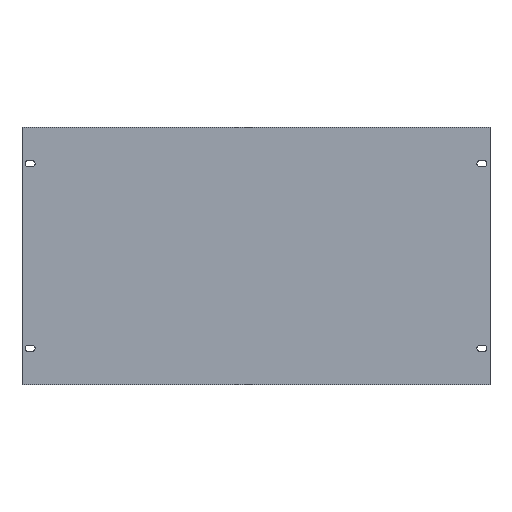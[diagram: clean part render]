
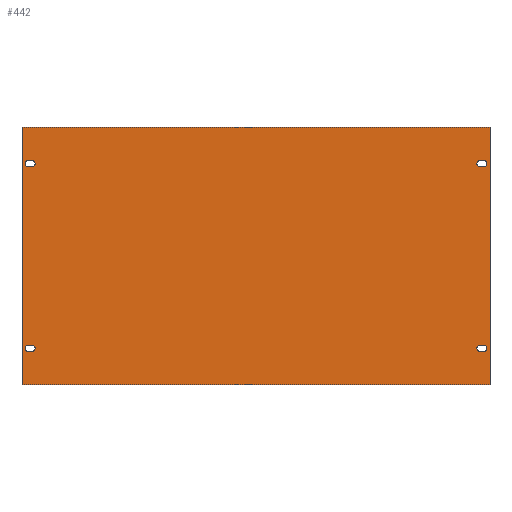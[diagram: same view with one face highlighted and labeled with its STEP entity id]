
A CAD part, top view. The second image highlights one B-rep face of the part: STEP entity #442.
In plain terms, the highlighted planar face has unit normal (0, 0, 1).
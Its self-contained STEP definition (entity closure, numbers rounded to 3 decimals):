
#19=FACE_BOUND('',#85,.T.);
#20=FACE_BOUND('',#86,.T.);
#21=FACE_BOUND('',#87,.T.);
#22=FACE_BOUND('',#88,.T.);
#36=PLANE('',#500);
#58=FACE_OUTER_BOUND('',#84,.T.);
#84=EDGE_LOOP('',(#393,#394,#395,#396));
#85=EDGE_LOOP('',(#397,#398,#399,#400));
#86=EDGE_LOOP('',(#401,#402,#403,#404));
#87=EDGE_LOOP('',(#405,#406,#407,#408));
#88=EDGE_LOOP('',(#409,#410,#411,#412));
#92=LINE('',#637,#136);
#96=LINE('',#647,#140);
#101=LINE('',#662,#145);
#104=LINE('',#671,#148);
#109=LINE('',#686,#153);
#112=LINE('',#695,#156);
#116=LINE('',#709,#160);
#120=LINE('',#719,#164);
#126=LINE('',#733,#170);
#128=LINE('',#737,#172);
#130=LINE('',#741,#174);
#132=LINE('',#744,#176);
#136=VECTOR('',#514,10.);
#140=VECTOR('',#526,10.);
#145=VECTOR('',#539,10.);
#148=VECTOR('',#550,10.);
#153=VECTOR('',#563,10.);
#156=VECTOR('',#574,10.);
#160=VECTOR('',#586,10.);
#164=VECTOR('',#598,10.);
#170=VECTOR('',#608,10.);
#172=VECTOR('',#612,10.);
#174=VECTOR('',#616,10.);
#176=VECTOR('',#620,10.);
#178=CIRCLE('',#465,3.4);
#180=CIRCLE('',#469,3.4);
#182=CIRCLE('',#473,3.4);
#184=CIRCLE('',#477,3.4);
#186=CIRCLE('',#481,3.4);
#188=CIRCLE('',#485,3.4);
#190=CIRCLE('',#489,3.4);
#192=CIRCLE('',#493,3.4);
#195=VERTEX_POINT('',#628);
#196=VERTEX_POINT('',#630);
#198=VERTEX_POINT('',#636);
#200=VERTEX_POINT('',#642);
#203=VERTEX_POINT('',#652);
#204=VERTEX_POINT('',#654);
#206=VERTEX_POINT('',#660);
#208=VERTEX_POINT('',#666);
#211=VERTEX_POINT('',#676);
#212=VERTEX_POINT('',#678);
#214=VERTEX_POINT('',#684);
#216=VERTEX_POINT('',#690);
#219=VERTEX_POINT('',#700);
#220=VERTEX_POINT('',#702);
#222=VERTEX_POINT('',#708);
#224=VERTEX_POINT('',#714);
#229=VERTEX_POINT('',#730);
#230=VERTEX_POINT('',#732);
#231=VERTEX_POINT('',#736);
#232=VERTEX_POINT('',#740);
#235=EDGE_CURVE('',#196,#195,#178,.T.);
#238=EDGE_CURVE('',#198,#196,#92,.T.);
#241=EDGE_CURVE('',#200,#198,#180,.T.);
#244=EDGE_CURVE('',#195,#200,#96,.T.);
#247=EDGE_CURVE('',#204,#203,#182,.T.);
#251=EDGE_CURVE('',#203,#206,#101,.T.);
#254=EDGE_CURVE('',#206,#208,#184,.T.);
#256=EDGE_CURVE('',#208,#204,#104,.T.);
#259=EDGE_CURVE('',#212,#211,#186,.T.);
#263=EDGE_CURVE('',#211,#214,#109,.T.);
#266=EDGE_CURVE('',#214,#216,#188,.T.);
#268=EDGE_CURVE('',#216,#212,#112,.T.);
#271=EDGE_CURVE('',#220,#219,#190,.T.);
#274=EDGE_CURVE('',#222,#220,#116,.T.);
#277=EDGE_CURVE('',#224,#222,#192,.T.);
#280=EDGE_CURVE('',#219,#224,#120,.T.);
#286=EDGE_CURVE('',#230,#229,#126,.T.);
#288=EDGE_CURVE('',#231,#230,#128,.T.);
#290=EDGE_CURVE('',#232,#231,#130,.T.);
#292=EDGE_CURVE('',#229,#232,#132,.T.);
#393=ORIENTED_EDGE('',*,*,#292,.T.);
#394=ORIENTED_EDGE('',*,*,#290,.T.);
#395=ORIENTED_EDGE('',*,*,#288,.T.);
#396=ORIENTED_EDGE('',*,*,#286,.T.);
#397=ORIENTED_EDGE('',*,*,#235,.T.);
#398=ORIENTED_EDGE('',*,*,#244,.T.);
#399=ORIENTED_EDGE('',*,*,#241,.T.);
#400=ORIENTED_EDGE('',*,*,#238,.T.);
#401=ORIENTED_EDGE('',*,*,#247,.T.);
#402=ORIENTED_EDGE('',*,*,#251,.T.);
#403=ORIENTED_EDGE('',*,*,#254,.T.);
#404=ORIENTED_EDGE('',*,*,#256,.T.);
#405=ORIENTED_EDGE('',*,*,#259,.T.);
#406=ORIENTED_EDGE('',*,*,#263,.T.);
#407=ORIENTED_EDGE('',*,*,#266,.T.);
#408=ORIENTED_EDGE('',*,*,#268,.T.);
#409=ORIENTED_EDGE('',*,*,#277,.T.);
#410=ORIENTED_EDGE('',*,*,#274,.T.);
#411=ORIENTED_EDGE('',*,*,#271,.T.);
#412=ORIENTED_EDGE('',*,*,#280,.T.);
#442=ADVANCED_FACE('',(#58,#19,#20,#21,#22),#36,.T.);
#465=AXIS2_PLACEMENT_3D('',#631,#508,#509);
#469=AXIS2_PLACEMENT_3D('',#643,#520,#521);
#473=AXIS2_PLACEMENT_3D('',#655,#532,#533);
#477=AXIS2_PLACEMENT_3D('',#668,#545,#546);
#481=AXIS2_PLACEMENT_3D('',#679,#556,#557);
#485=AXIS2_PLACEMENT_3D('',#692,#569,#570);
#489=AXIS2_PLACEMENT_3D('',#703,#580,#581);
#493=AXIS2_PLACEMENT_3D('',#715,#592,#593);
#500=AXIS2_PLACEMENT_3D('',#745,#621,#622);
#508=DIRECTION('center_axis',(0.,0.,-1.));
#509=DIRECTION('ref_axis',(0.,-1.,0.));
#514=DIRECTION('',(1.,0.,0.));
#520=DIRECTION('center_axis',(0.,0.,-1.));
#521=DIRECTION('ref_axis',(0.,1.,0.));
#526=DIRECTION('',(-1.,0.,0.));
#532=DIRECTION('center_axis',(0.,0.,-1.));
#533=DIRECTION('ref_axis',(0.,-1.,0.));
#539=DIRECTION('',(1.,0.,0.));
#545=DIRECTION('center_axis',(0.,0.,-1.));
#546=DIRECTION('ref_axis',(0.,1.,0.));
#550=DIRECTION('',(-1.,0.,0.));
#556=DIRECTION('center_axis',(0.,0.,-1.));
#557=DIRECTION('ref_axis',(0.,1.,0.));
#563=DIRECTION('',(-1.,0.,0.));
#569=DIRECTION('center_axis',(0.,0.,-1.));
#570=DIRECTION('ref_axis',(0.,-1.,0.));
#574=DIRECTION('',(1.,0.,0.));
#580=DIRECTION('center_axis',(0.,0.,-1.));
#581=DIRECTION('ref_axis',(0.,1.,0.));
#586=DIRECTION('',(-1.,0.,0.));
#592=DIRECTION('center_axis',(0.,0.,-1.));
#593=DIRECTION('ref_axis',(0.,-1.,0.));
#598=DIRECTION('',(1.,0.,0.));
#608=DIRECTION('',(0.,-1.,0.));
#612=DIRECTION('',(-1.,0.,0.));
#616=DIRECTION('',(0.,1.,0.));
#620=DIRECTION('',(1.,0.,0.));
#621=DIRECTION('center_axis',(0.,0.,1.));
#622=DIRECTION('ref_axis',(1.,0.,0.));
#628=CARTESIAN_POINT('',(234.7,91.85,1.5));
#630=CARTESIAN_POINT('',(234.7,98.65,1.5));
#631=CARTESIAN_POINT('Origin',(234.7,95.25,1.5));
#636=CARTESIAN_POINT('',(231.2,98.65,1.5));
#637=CARTESIAN_POINT('',(115.6,98.65,1.5));
#642=CARTESIAN_POINT('',(231.2,91.85,1.5));
#643=CARTESIAN_POINT('Origin',(231.2,95.25,1.5));
#647=CARTESIAN_POINT('',(117.35,91.85,1.5));
#652=CARTESIAN_POINT('',(-234.7,98.65,1.5));
#654=CARTESIAN_POINT('',(-234.7,91.85,1.5));
#655=CARTESIAN_POINT('Origin',(-234.7,95.25,1.5));
#660=CARTESIAN_POINT('',(-231.2,98.65,1.5));
#662=CARTESIAN_POINT('',(-115.6,98.65,1.5));
#666=CARTESIAN_POINT('',(-231.2,91.85,1.5));
#668=CARTESIAN_POINT('Origin',(-231.2,95.25,1.5));
#671=CARTESIAN_POINT('',(-117.35,91.85,1.5));
#676=CARTESIAN_POINT('',(234.7,-98.65,1.5));
#678=CARTESIAN_POINT('',(234.7,-91.85,1.5));
#679=CARTESIAN_POINT('Origin',(234.7,-95.25,1.5));
#684=CARTESIAN_POINT('',(231.2,-98.65,1.5));
#686=CARTESIAN_POINT('',(115.6,-98.65,1.5));
#690=CARTESIAN_POINT('',(231.2,-91.85,1.5));
#692=CARTESIAN_POINT('Origin',(231.2,-95.25,1.5));
#695=CARTESIAN_POINT('',(117.35,-91.85,1.5));
#700=CARTESIAN_POINT('',(-234.7,-91.85,1.5));
#702=CARTESIAN_POINT('',(-234.7,-98.65,1.5));
#703=CARTESIAN_POINT('Origin',(-234.7,-95.25,1.5));
#708=CARTESIAN_POINT('',(-231.2,-98.65,1.5));
#709=CARTESIAN_POINT('',(-115.6,-98.65,1.5));
#714=CARTESIAN_POINT('',(-231.2,-91.85,1.5));
#715=CARTESIAN_POINT('Origin',(-231.2,-95.25,1.5));
#719=CARTESIAN_POINT('',(-117.35,-91.85,1.5));
#730=CARTESIAN_POINT('',(-241.3,-132.95,1.5));
#732=CARTESIAN_POINT('',(-241.3,132.95,1.5));
#733=CARTESIAN_POINT('',(-241.3,132.95,1.5));
#736=CARTESIAN_POINT('',(241.3,132.95,1.5));
#737=CARTESIAN_POINT('',(241.3,132.95,1.5));
#740=CARTESIAN_POINT('',(241.3,-132.95,1.5));
#741=CARTESIAN_POINT('',(241.3,-132.95,1.5));
#744=CARTESIAN_POINT('',(-241.3,-132.95,1.5));
#745=CARTESIAN_POINT('Origin',(0.,0.,
1.5));
